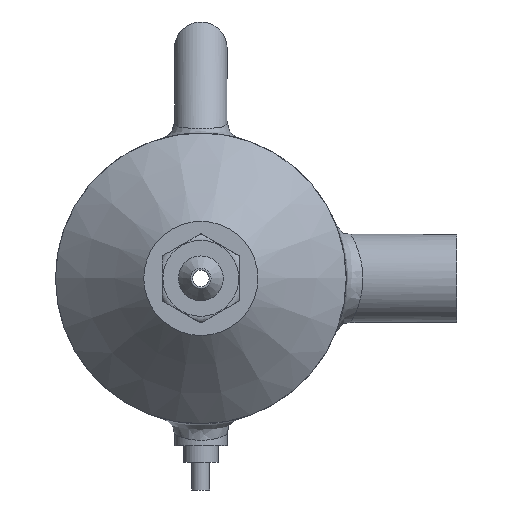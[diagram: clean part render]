
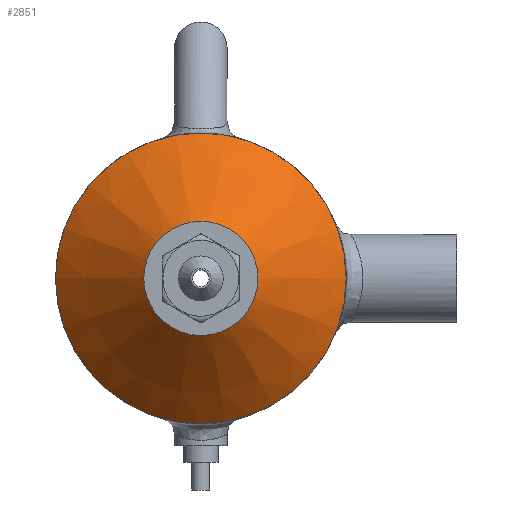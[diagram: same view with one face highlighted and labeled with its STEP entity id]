
A CAD part, front view. The second image highlights one B-rep face of the part: STEP entity #2851.
In plain terms, the highlighted conical face has half-angle 45 degrees and reference radius 9.175 mm.
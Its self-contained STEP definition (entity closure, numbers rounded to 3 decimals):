
#179=CONICAL_SURFACE('',#3173,9.175,0.785);
#334=FACE_OUTER_BOUND('',#541,.T.);
#541=EDGE_LOOP('',(#2524,#2525,#2526,#2527));
#667=CIRCLE('',#3126,13.175);
#690=CIRCLE('',#3174,5.175);
#967=LINE('',#10689,#1075);
#1075=VECTOR('',#3851,9.175);
#1305=VERTEX_POINT('',#9897);
#1352=VERTEX_POINT('',#10687);
#1684=EDGE_CURVE('',#1305,#1305,#667,.T.);
#1753=EDGE_CURVE('',#1352,#1352,#690,.T.);
#1754=EDGE_CURVE('',#1352,#1305,#967,.T.);
#2524=ORIENTED_EDGE('',*,*,#1753,.T.);
#2525=ORIENTED_EDGE('',*,*,#1754,.T.);
#2526=ORIENTED_EDGE('',*,*,#1684,.T.);
#2527=ORIENTED_EDGE('',*,*,#1754,.F.);
#2851=ADVANCED_FACE('',(#334),#179,.T.);
#3126=AXIS2_PLACEMENT_3D('',#9899,#3739,#3740);
#3173=AXIS2_PLACEMENT_3D('',#10686,#3847,#3848);
#3174=AXIS2_PLACEMENT_3D('',#10688,#3849,#3850);
#3739=DIRECTION('center_axis',(0.,-1.,0.));
#3740=DIRECTION('ref_axis',(1.,0.,0.));
#3847=DIRECTION('center_axis',(0.,1.,0.));
#3848=DIRECTION('ref_axis',(1.,0.,0.));
#3849=DIRECTION('center_axis',(0.,1.,0.));
#3850=DIRECTION('ref_axis',(1.,0.,0.));
#3851=DIRECTION('',(-0.707,0.707,0.));
#9897=CARTESIAN_POINT('',(-13.175,8.,0.));
#9899=CARTESIAN_POINT('Origin',(0.,8.,0.));
#10686=CARTESIAN_POINT('Origin',(0.,4.,0.));
#10687=CARTESIAN_POINT('',(-5.175,0.,0.));
#10688=CARTESIAN_POINT('Origin',(0.,0.,0.));
#10689=CARTESIAN_POINT('',(-9.175,4.,0.));
